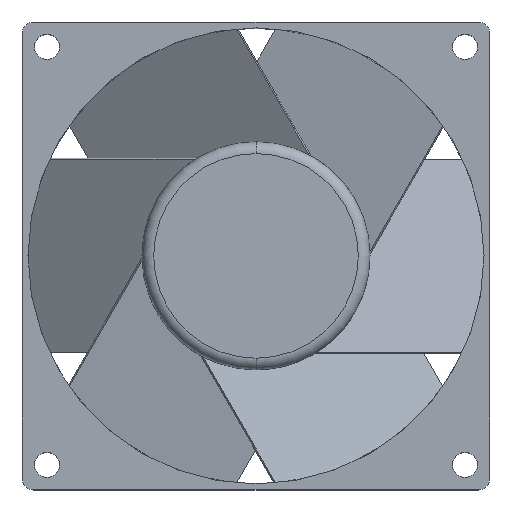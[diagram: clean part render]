
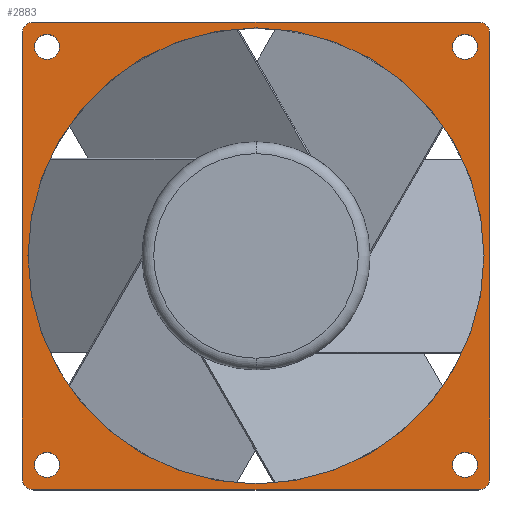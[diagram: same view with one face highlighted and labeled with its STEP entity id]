
A CAD part, top view. The second image highlights one B-rep face of the part: STEP entity #2883.
In plain terms, the highlighted planar face has unit normal (0, 0, 1).
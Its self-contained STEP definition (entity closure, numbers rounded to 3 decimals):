
#975=DIRECTION('',(0.,-1.,0.));
#976=VECTOR('',#975,76.);
#977=CARTESIAN_POINT('',(40.,38.,25.4));
#978=LINE('',#977,#976);
#979=CARTESIAN_POINT('',(38.,-38.,25.4));
#980=DIRECTION('',(0.,0.,1.));
#981=DIRECTION('',(0.,-1.,0.));
#982=AXIS2_PLACEMENT_3D('',#979,#980,#981);
#984=DIRECTION('',(-1.,0.,0.));
#985=VECTOR('',#984,76.);
#986=CARTESIAN_POINT('',(38.,-40.,25.4));
#987=LINE('',#986,#985);
#988=CARTESIAN_POINT('',(-38.,-38.,25.4));
#989=DIRECTION('',(0.,0.,1.));
#990=DIRECTION('',(-1.,0.,0.));
#991=AXIS2_PLACEMENT_3D('',#988,#989,#990);
#993=DIRECTION('',(0.,1.,0.));
#994=VECTOR('',#993,76.);
#995=CARTESIAN_POINT('',(-40.,-38.,25.4));
#996=LINE('',#995,#994);
#997=CARTESIAN_POINT('',(-38.,38.,25.4));
#998=DIRECTION('',(0.,0.,1.));
#999=DIRECTION('',(0.,1.,0.));
#1000=AXIS2_PLACEMENT_3D('',#997,#998,#999);
#1002=DIRECTION('',(1.,0.,0.));
#1003=VECTOR('',#1002,76.);
#1004=CARTESIAN_POINT('',(-38.,40.,25.4));
#1005=LINE('',#1004,#1003);
#1006=CARTESIAN_POINT('',(38.,38.,25.4));
#1007=DIRECTION('',(0.,0.,1.));
#1008=DIRECTION('',(1.,0.,0.));
#1009=AXIS2_PLACEMENT_3D('',#1006,#1007,#1008);
#1011=CARTESIAN_POINT('',(0.,0.,25.4));
#1012=DIRECTION('',(0.,0.,-1.));
#1013=DIRECTION('',(1.,0.,0.));
#1014=AXIS2_PLACEMENT_3D('',#1011,#1012,#1013);
#1016=CARTESIAN_POINT('',(0.,0.,25.4));
#1017=DIRECTION('',(0.,0.,-1.));
#1018=DIRECTION('',(-1.,0.,0.));
#1019=AXIS2_PLACEMENT_3D('',#1016,#1017,#1018);
#1021=CARTESIAN_POINT('',(35.75,35.75,25.4));
#1022=DIRECTION('',(0.,0.,-1.));
#1023=DIRECTION('',(-1.,0.,0.));
#1024=AXIS2_PLACEMENT_3D('',#1021,#1022,#1023);
#1026=CARTESIAN_POINT('',(35.75,35.75,25.4));
#1027=DIRECTION('',(0.,0.,-1.));
#1028=DIRECTION('',(1.,0.,0.));
#1029=AXIS2_PLACEMENT_3D('',#1026,#1027,#1028);
#1031=CARTESIAN_POINT('',(-35.75,35.75,25.4));
#1032=DIRECTION('',(0.,0.,-1.));
#1033=DIRECTION('',(-1.,0.,0.));
#1034=AXIS2_PLACEMENT_3D('',#1031,#1032,#1033);
#1036=CARTESIAN_POINT('',(-35.75,35.75,25.4));
#1037=DIRECTION('',(0.,0.,-1.));
#1038=DIRECTION('',(1.,0.,0.));
#1039=AXIS2_PLACEMENT_3D('',#1036,#1037,#1038);
#1041=CARTESIAN_POINT('',(35.75,-35.75,25.4));
#1042=DIRECTION('',(0.,0.,-1.));
#1043=DIRECTION('',(-1.,0.,0.));
#1044=AXIS2_PLACEMENT_3D('',#1041,#1042,#1043);
#1046=CARTESIAN_POINT('',(35.75,-35.75,25.4));
#1047=DIRECTION('',(0.,0.,-1.));
#1048=DIRECTION('',(1.,0.,0.));
#1049=AXIS2_PLACEMENT_3D('',#1046,#1047,#1048);
#1051=CARTESIAN_POINT('',(-35.75,-35.75,25.4));
#1052=DIRECTION('',(0.,0.,-1.));
#1053=DIRECTION('',(-1.,0.,0.));
#1054=AXIS2_PLACEMENT_3D('',#1051,#1052,#1053);
#1056=CARTESIAN_POINT('',(-35.75,-35.75,25.4));
#1057=DIRECTION('',(0.,0.,-1.));
#1058=DIRECTION('',(1.,0.,0.));
#1059=AXIS2_PLACEMENT_3D('',#1056,#1057,#1058);
#1559=CARTESIAN_POINT('',(-38.,40.,25.4));
#1560=CARTESIAN_POINT('',(-40.,38.,25.4));
#1561=VERTEX_POINT('',#1559);
#1562=VERTEX_POINT('',#1560);
#1563=CARTESIAN_POINT('',(-40.,-38.,25.4));
#1564=CARTESIAN_POINT('',(-38.,-40.,25.4));
#1565=VERTEX_POINT('',#1563);
#1566=VERTEX_POINT('',#1564);
#1567=CARTESIAN_POINT('',(38.,-40.,25.4));
#1568=CARTESIAN_POINT('',(40.,-38.,25.4));
#1569=VERTEX_POINT('',#1567);
#1570=VERTEX_POINT('',#1568);
#1571=CARTESIAN_POINT('',(40.,38.,25.4));
#1572=CARTESIAN_POINT('',(38.,40.,25.4));
#1573=VERTEX_POINT('',#1571);
#1574=VERTEX_POINT('',#1572);
#1599=CARTESIAN_POINT('',(39.,0.,25.4));
#1600=CARTESIAN_POINT('',(-39.,0.,25.4));
#1601=VERTEX_POINT('',#1599);
#1602=VERTEX_POINT('',#1600);
#1835=CARTESIAN_POINT('',(33.6,35.75,25.4));
#1836=CARTESIAN_POINT('',(37.9,35.75,25.4));
#1837=VERTEX_POINT('',#1835);
#1838=VERTEX_POINT('',#1836);
#1843=CARTESIAN_POINT('',(-37.9,35.75,25.4));
#1844=CARTESIAN_POINT('',(-33.6,35.75,25.4));
#1845=VERTEX_POINT('',#1843);
#1846=VERTEX_POINT('',#1844);
#1851=CARTESIAN_POINT('',(33.6,-35.75,25.4));
#1852=CARTESIAN_POINT('',(37.9,-35.75,25.4));
#1853=VERTEX_POINT('',#1851);
#1854=VERTEX_POINT('',#1852);
#1859=CARTESIAN_POINT('',(-37.9,-35.75,25.4));
#1860=CARTESIAN_POINT('',(-33.6,-35.75,25.4));
#1861=VERTEX_POINT('',#1859);
#1862=VERTEX_POINT('',#1860);
#2832=CARTESIAN_POINT('',(0.,0.,25.4));
#2833=DIRECTION('',(0.,0.,1.));
#2834=DIRECTION('',(1.,0.,0.));
#2835=AXIS2_PLACEMENT_3D('',#2832,#2833,#2834);
#2836=PLANE('',#2835);
#2838=ORIENTED_EDGE('',*,*,#2837,.T.);
#2840=ORIENTED_EDGE('',*,*,#2839,.F.);
#2842=ORIENTED_EDGE('',*,*,#2841,.T.);
#2844=ORIENTED_EDGE('',*,*,#2843,.F.);
#2846=ORIENTED_EDGE('',*,*,#2845,.T.);
#2848=ORIENTED_EDGE('',*,*,#2847,.F.);
#2850=ORIENTED_EDGE('',*,*,#2849,.T.);
#2852=ORIENTED_EDGE('',*,*,#2851,.F.);
#2853=EDGE_LOOP('',(#2838,#2840,#2842,#2844,#2846,#2848,#2850,#2852));
#2854=FACE_OUTER_BOUND('',#2853,.F.);
#2855=ORIENTED_EDGE('',*,*,#2172,.F.);
#2856=ORIENTED_EDGE('',*,*,#1996,.F.);
#2857=EDGE_LOOP('',(#2855,#2856));
#2858=FACE_BOUND('',#2857,.F.);
#2860=ORIENTED_EDGE('',*,*,#2859,.F.);
#2862=ORIENTED_EDGE('',*,*,#2861,.F.);
#2863=EDGE_LOOP('',(#2860,#2862));
#2864=FACE_BOUND('',#2863,.F.);
#2866=ORIENTED_EDGE('',*,*,#2865,.F.);
#2868=ORIENTED_EDGE('',*,*,#2867,.F.);
#2869=EDGE_LOOP('',(#2866,#2868));
#2870=FACE_BOUND('',#2869,.F.);
#2872=ORIENTED_EDGE('',*,*,#2871,.F.);
#2874=ORIENTED_EDGE('',*,*,#2873,.F.);
#2875=EDGE_LOOP('',(#2872,#2874));
#2876=FACE_BOUND('',#2875,.F.);
#2878=ORIENTED_EDGE('',*,*,#2877,.F.);
#2880=ORIENTED_EDGE('',*,*,#2879,.F.);
#2881=EDGE_LOOP('',(#2878,#2880));
#2882=FACE_BOUND('',#2881,.F.);
#2883=ADVANCED_FACE('',(#2854,#2858,#2864,#2870,#2876,#2882),#2836,.T.);
#983=CIRCLE('',#982,2.);
#992=CIRCLE('',#991,2.);
#1001=CIRCLE('',#1000,2.);
#1010=CIRCLE('',#1009,2.);
#1015=CIRCLE('',#1014,39.);
#1020=CIRCLE('',#1019,39.);
#1025=CIRCLE('',#1024,2.15);
#1030=CIRCLE('',#1029,2.15);
#1035=CIRCLE('',#1034,2.15);
#1040=CIRCLE('',#1039,2.15);
#1045=CIRCLE('',#1044,2.15);
#1050=CIRCLE('',#1049,2.15);
#1055=CIRCLE('',#1054,2.15);
#1060=CIRCLE('',#1059,2.15);
#1996=EDGE_CURVE('',#1602,#1601,#1020,.T.);
#2172=EDGE_CURVE('',#1601,#1602,#1015,.T.);
#2837=EDGE_CURVE('',#1573,#1570,#978,.T.);
#2839=EDGE_CURVE('',#1569,#1570,#983,.T.);
#2841=EDGE_CURVE('',#1569,#1566,#987,.T.);
#2843=EDGE_CURVE('',#1565,#1566,#992,.T.);
#2845=EDGE_CURVE('',#1565,#1562,#996,.T.);
#2847=EDGE_CURVE('',#1561,#1562,#1001,.T.);
#2849=EDGE_CURVE('',#1561,#1574,#1005,.T.);
#2851=EDGE_CURVE('',#1573,#1574,#1010,.T.);
#2859=EDGE_CURVE('',#1837,#1838,#1025,.T.);
#2861=EDGE_CURVE('',#1838,#1837,#1030,.T.);
#2865=EDGE_CURVE('',#1845,#1846,#1035,.T.);
#2867=EDGE_CURVE('',#1846,#1845,#1040,.T.);
#2871=EDGE_CURVE('',#1853,#1854,#1045,.T.);
#2873=EDGE_CURVE('',#1854,#1853,#1050,.T.);
#2877=EDGE_CURVE('',#1861,#1862,#1055,.T.);
#2879=EDGE_CURVE('',#1862,#1861,#1060,.T.);
